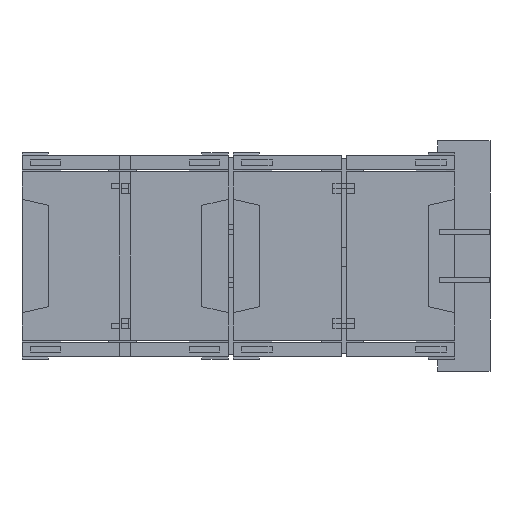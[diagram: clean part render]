
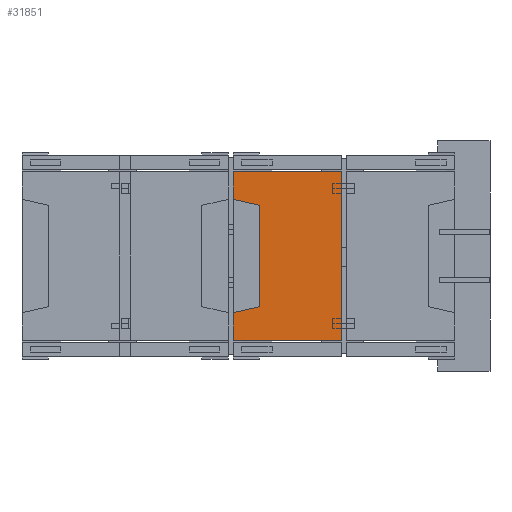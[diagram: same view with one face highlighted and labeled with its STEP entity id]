
A CAD part, left-side view. The second image highlights one B-rep face of the part: STEP entity #31851.
In plain terms, the highlighted planar face has unit normal (-1, 0, 0).
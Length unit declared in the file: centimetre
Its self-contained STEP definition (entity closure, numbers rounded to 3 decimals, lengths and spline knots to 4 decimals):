
#3139=LINE('',#49197,#7142);
#3142=LINE('',#49202,#7145);
#3145=LINE('',#49208,#7148);
#3148=LINE('',#49213,#7151);
#3149=LINE('',#49215,#7152);
#3151=LINE('',#49219,#7154);
#3153=LINE('',#49223,#7156);
#3154=LINE('',#49224,#7157);
#7142=VECTOR('',#40378,6.);
#7145=VECTOR('',#40383,1.589);
#7148=VECTOR('',#40390,1.589);
#7151=VECTOR('',#40395,1.65);
#7152=VECTOR('',#40396,1.65);
#7154=VECTOR('',#40400,6.4);
#7156=VECTOR('',#40404,6.4);
#7157=VECTOR('',#40405,10.);
#9290=PLANE('',#33881);
#11558=FACE_OUTER_BOUND('',#13775,.T.);
#13775=EDGE_LOOP('',(#28335,#28336,#28337,#28338,#28339,#28340,#28341,#28342));
#16817=VERTEX_POINT('',#49195);
#16818=VERTEX_POINT('',#49196);
#16819=VERTEX_POINT('',#49201);
#16820=VERTEX_POINT('',#49207);
#16821=VERTEX_POINT('',#49211);
#16822=VERTEX_POINT('',#49214);
#16823=VERTEX_POINT('',#49218);
#16824=VERTEX_POINT('',#49222);
#20772=EDGE_CURVE('',#16817,#16818,#3139,.T.);
#20775=EDGE_CURVE('',#16819,#16817,#3142,.T.);
#20778=EDGE_CURVE('',#16818,#16820,#3145,.T.);
#20781=EDGE_CURVE('',#16821,#16820,#3148,.T.);
#20782=EDGE_CURVE('',#16819,#16822,#3149,.T.);
#20784=EDGE_CURVE('',#16823,#16822,#3151,.T.);
#20786=EDGE_CURVE('',#16824,#16821,#3153,.T.);
#20787=EDGE_CURVE('',#16823,#16824,#3154,.T.);
#28335=ORIENTED_EDGE('',*,*,#20778,.T.);
#28336=ORIENTED_EDGE('',*,*,#20781,.F.);
#28337=ORIENTED_EDGE('',*,*,#20786,.F.);
#28338=ORIENTED_EDGE('',*,*,#20787,.F.);
#28339=ORIENTED_EDGE('',*,*,#20784,.T.);
#28340=ORIENTED_EDGE('',*,*,#20782,.F.);
#28341=ORIENTED_EDGE('',*,*,#20775,.T.);
#28342=ORIENTED_EDGE('',*,*,#20772,.T.);
#31851=ADVANCED_FACE('',(#11558),#9290,.T.);
#33881=AXIS2_PLACEMENT_3D('',#49221,#40402,#40403);
#40378=DIRECTION('',(0.,0.,-1.));
#40383=DIRECTION('',(0.,-0.975,-0.22));
#40390=DIRECTION('',(0.,0.975,-0.22));
#40395=DIRECTION('',(0.,0.,1.));
#40396=DIRECTION('',(0.,0.,1.));
#40400=DIRECTION('',(0.,1.,0.));
#40402=DIRECTION('center_axis',(-1.,0.,0.));
#40403=DIRECTION('ref_axis',(0.,0.,1.));
#40404=DIRECTION('',(0.,1.,0.));
#40405=DIRECTION('',(0.,0.,-1.));
#49195=CARTESIAN_POINT('',(-10.2,5.15,8.95));
#49196=CARTESIAN_POINT('',(-10.2,5.15,2.95));
#49197=CARTESIAN_POINT('',(-10.2,5.15,4.95));
#49201=CARTESIAN_POINT('',(-10.2,6.7,9.3));
#49202=CARTESIAN_POINT('',(-10.2,2.7582,8.4099));
#49207=CARTESIAN_POINT('',(-10.2,6.7,2.6));
#49208=CARTESIAN_POINT('',(-10.2,3.0575,3.4225));
#49211=CARTESIAN_POINT('',(-10.2,6.7,0.95));
#49213=CARTESIAN_POINT('',(-10.2,6.7,10.95));
#49214=CARTESIAN_POINT('',(-10.2,6.7,10.95));
#49215=CARTESIAN_POINT('',(-10.2,6.7,10.95));
#49218=CARTESIAN_POINT('',(-10.2,0.3,10.95));
#49219=CARTESIAN_POINT('',(-10.2,0.3,10.95));
#49221=CARTESIAN_POINT('Origin',(-10.2,0.3,0.95));
#49222=CARTESIAN_POINT('',(-10.2,0.3,0.95));
#49223=CARTESIAN_POINT('',(-10.2,0.3,0.95));
#49224=CARTESIAN_POINT('',(-10.2,0.3,10.95));
